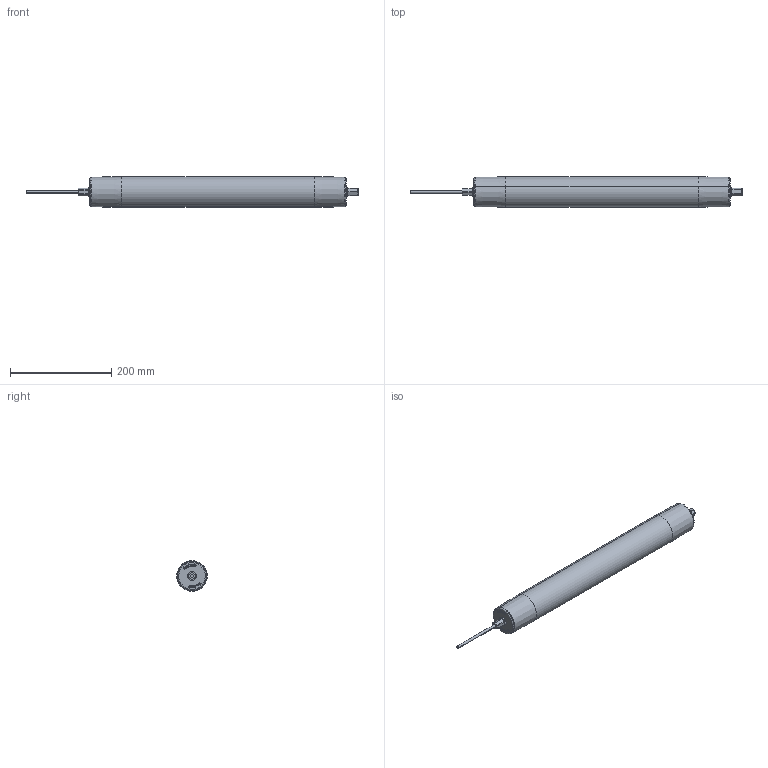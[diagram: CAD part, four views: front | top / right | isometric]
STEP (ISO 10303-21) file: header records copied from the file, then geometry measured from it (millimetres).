
FILE_DESCRIPTION (( 'STEP AP203' ), '1' );
FILE_NAME ('PM605KTxxxxxxxXC0S (H;-).STEP', '2021-08-26T08:12:33', ( '' ), ( '' ), 'SwSTEP 2.0', 'SolidWorks 2020', '' );
FILE_SCHEMA (( 'CONFIG_CONTROL_DESIGN' ));
Length unit declared in the file: millimetre
Products named in the file (1): PM605KTxxxxxxxXC0S (H;-)
Bounding box: 655 x 60.49 x 60.49 mm (x, y, z)
Volume: 1451015.1 mm3; surface area: 104638.3 mm2
Topology: 1 solids, 1 shells, 316 faces, 798 edges, 519 vertices
Faces by surface type: plane 175, bspline 88, cylinder 31, torus 12, cone 10
Entity records: 13754 total; most frequent: CARTESIAN_POINT 6648, ORIENTED_EDGE 1596, DIRECTION 1147, EDGE_CURVE 798, VECTOR 519, LINE 519, VERTEX_POINT 519, EDGE_LOOP 351
